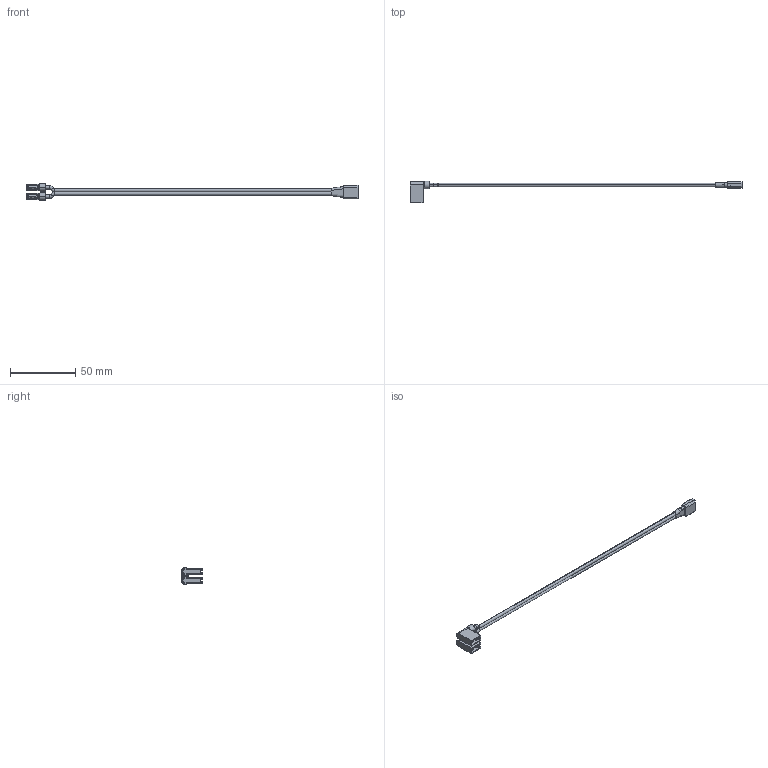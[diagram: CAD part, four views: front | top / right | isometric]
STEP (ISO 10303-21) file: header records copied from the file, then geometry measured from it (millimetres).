
FILE_DESCRIPTION (( 'STEP AP214' ), '1' );
FILE_NAME ('am-5186 Skitter Power Wire.STEP', '2023-10-20T15:29:52', ( '' ), ( '' ), 'SwSTEP 2.0', 'SolidWorks 2022', '' );
FILE_SCHEMA (( 'AUTOMOTIVE_DESIGN' ));
Length unit declared in the file: inch
Products named in the file (6): 18-22 AWG Flag Terminal Without Insulation; am-4387 18-22 AWG Insulated Flag Terminal; am-5186 Skitter Power Wire; Power Wire Without Connectors; 18-22 AWG Flag Terminal Insulation; XT30 Male Header for Distribution Board
Assembly tree (6 placements, depth 3):
  am-5186 Skitter Power Wire
    Power Wire Without Connectors
    am-4387 18-22 AWG Insulated Flag Terminal  x2
      18-22 AWG Flag Terminal Without Insulation
      18-22 AWG Flag Terminal Insulation
    XT30 Male Header for Distribution Board
Bounding box: 254 x 16.45 x 12.8 mm (x, y, z)
Volume: 3692.4 mm3; surface area: 8063.8 mm2
Topology: 8 solids, 8 shells, 364 faces, 959 edges, 610 vertices
Faces by surface type: plane 179, cylinder 109, torus 44, bspline 22, sphere 8, cone 2
Entity records: 10253 total; most frequent: CARTESIAN_POINT 2637, DIRECTION 1408, ORIENTED_EDGE 1334, EDGE_CURVE 667, AXIS2_PLACEMENT_3D 517, VERTEX_POINT 426, LINE 374, VECTOR 374
